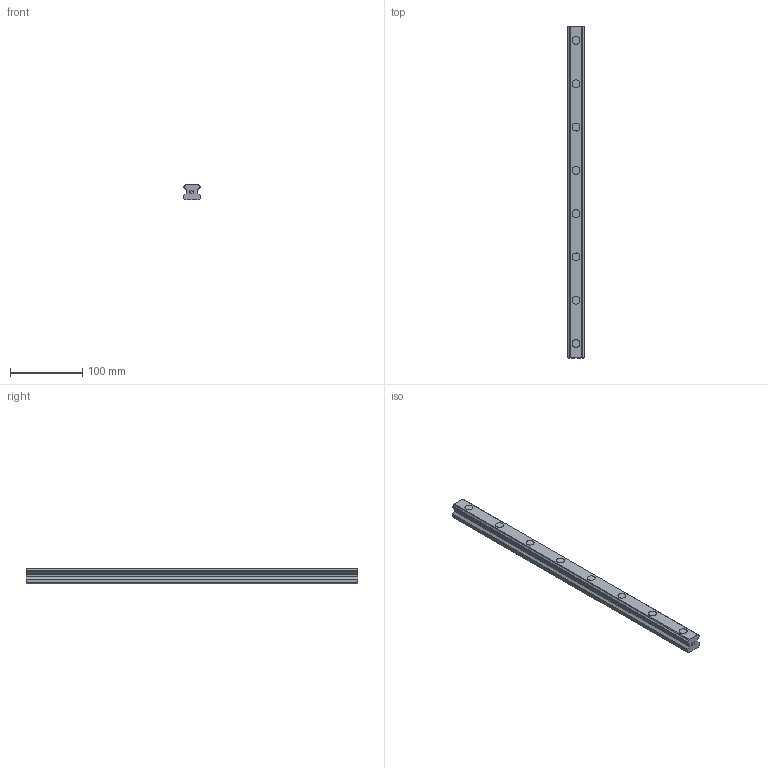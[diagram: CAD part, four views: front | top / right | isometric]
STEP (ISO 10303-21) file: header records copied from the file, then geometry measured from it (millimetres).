
FILE_DESCRIPTION(('STEP AP214'),'1');
FILE_NAME('cctmp_AAEF1DF7-537E-480C-B636-170A4A5D05F3_2020_5_28_10_37_10_156..stp','2020-05-28T08:37:10',('HIWIN GmbH'),('CADClick - www.CADClick.com'),'Spatial InterOp 3D',' ','unknown authorization');
FILE_SCHEMA(('AUTOMOTIVE_DESIGN'));
Length unit declared in the file: millimetre
Products named in the file (1): HGR25R460H_FILE
Bounding box: 23 x 460 x 22 mm (x, y, z)
Volume: 190819.4 mm3; surface area: 48215.5 mm2
Topology: 1 solids, 1 shells, 207 faces, 555 edges, 370 vertices
Faces by surface type: plane 137, cylinder 70
Entity records: 8213 total; most frequent: DIRECTION 1175, CARTESIAN_POINT 1133, ORIENTED_EDGE 1110, EDGE_CURVE 555, AXIS2_PLACEMENT_3D 412, VERTEX_POINT 370, LINE 351, VECTOR 351
